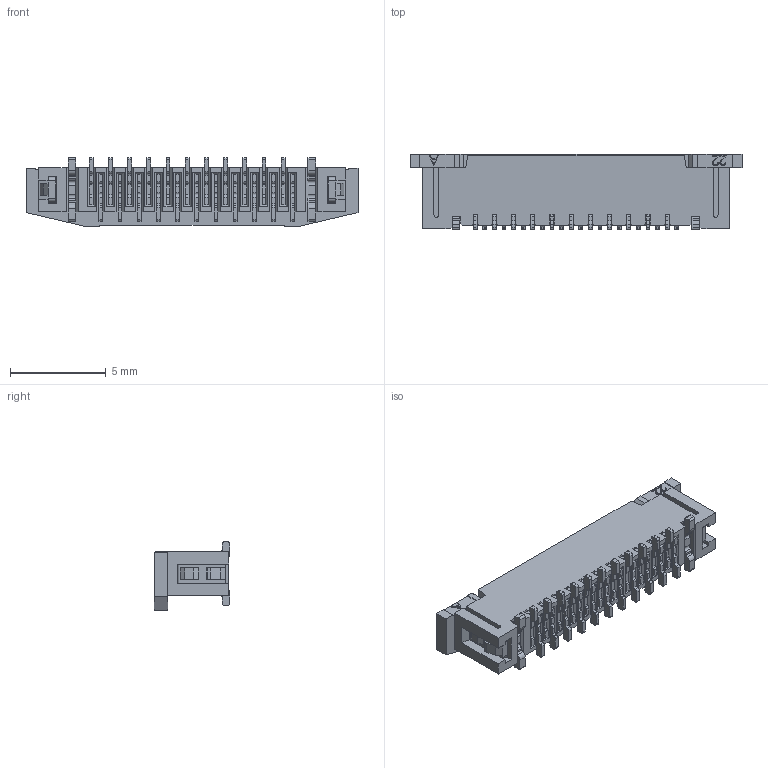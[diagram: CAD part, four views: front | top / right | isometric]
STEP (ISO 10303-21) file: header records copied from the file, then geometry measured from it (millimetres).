
FILE_DESCRIPTION(/* description */ ('STEP AP203','CAx-IF Rec.Pracs.---Representation and Presentation of Product Manufacturing Information (PMI)---4.0---2014-10-13'),/* implementation_level */ '2;1');
FILE_NAME(/* name */ 'CF20221V0R0-NH.step',/* time_stamp */ '2025-02-14T15:09:35-07:00',/* author */ (''),/* organization */ (''),/* preprocessor_version */ 'ST-DEVELOPER v20',/* originating_system */ 'Autodesk Translation Framework v13.20.0.188',/* authorisation */ '');
FILE_SCHEMA (('AP242_MANAGED_MODEL_BASED_3D_ENGINEERING_MIM_LF { 1 0 10303 442 1 1 4 }'));
Length unit declared in the file: millimetre
Products named in the file (6): CF20221V0R0-NH; ALL of CF20-V-base_22; ALL of CF20-V-SLIDER_22; ³Æ¥÷ of CF20-V-Tab1; ³Æ¥÷ of CF20-V-T2; ³Æ¥÷ of CF20-V-T1
Assembly tree (26 placements, depth 2):
  CF20221V0R0-NH
    ALL of CF20-V-base_22
    ³Æ¥÷ of CF20-V-T2  x11
    ³Æ¥÷ of CF20-V-T1  x11
    ALL of CF20-V-SLIDER_22
    ³Æ¥÷ of CF20-V-Tab1  x2
Bounding box: 17.3 x 3.95 x 3.55 mm (x, y, z)
Volume: 121.2 mm3; surface area: 801.7 mm2
Topology: 26 solids, 26 shells, 1845 faces, 5455 edges, 3620 vertices
Faces by surface type: plane 1274, cylinder 559, bspline 12
Entity records: 31071 total; most frequent: CARTESIAN_POINT 6214, ORIENTED_EDGE 5402, DIRECTION 4781, EDGE_CURVE 2701, LINE 2383, VECTOR 2383, VERTEX_POINT 1784, AXIS2_PLACEMENT_3D 1199
